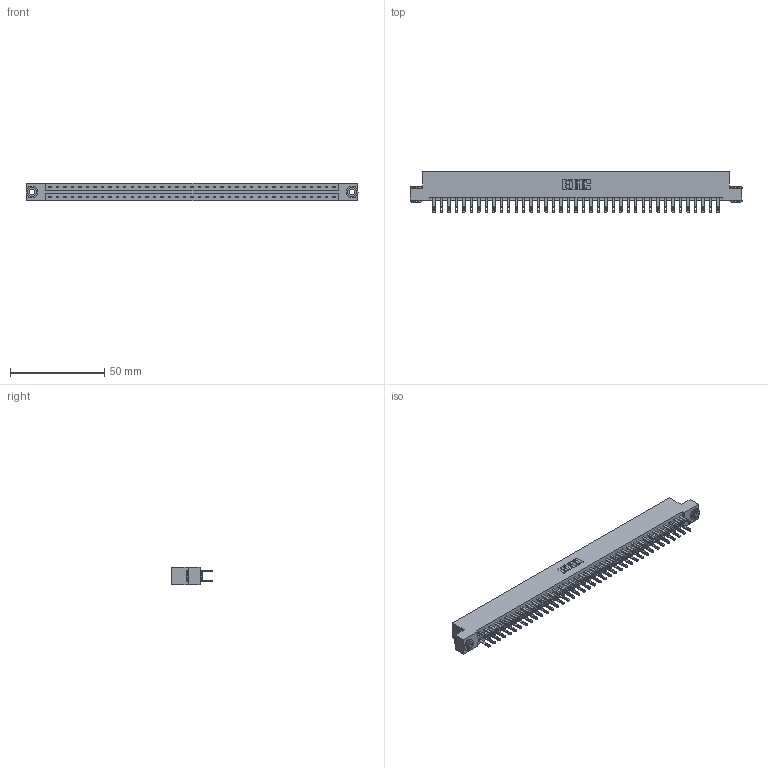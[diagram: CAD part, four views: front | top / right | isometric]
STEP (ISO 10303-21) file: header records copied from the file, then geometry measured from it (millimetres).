
FILE_DESCRIPTION (( 'STEP AP203' ), '1' );
FILE_NAME ('333-078-500-203.STEP', '2018-08-04T23:46:01', ( '' ), ( '' ), 'SwSTEP 2.0', 'SolidWorks 2016', '' );
FILE_SCHEMA (( 'CONFIG_CONTROL_DESIGN' ));
Length unit declared in the file: inch
Products named in the file (4): 333 Part_Flush - .156 Dia - TH; 345-292-001_345-293-100; 345-250-002_345-250-002-102; 333-078-500-203
Assembly tree (81 placements, depth 2):
  333-078-500-203
    333 Part_Flush - .156 Dia - TH
    345-292-001_345-293-100  x78
    345-250-002_345-250-002-102  x2
Bounding box: 176.07 x 21.85 x 9.4 mm (x, y, z)
Volume: 18205.7 mm3; surface area: 22570.7 mm2
Topology: 81 solids, 81 shells, 3896 faces, 11853 edges, 7898 vertices
Faces by surface type: plane 2420, cylinder 1468, cone 8
Entity records: 26058 total; most frequent: CARTESIAN_POINT 4297, ORIENTED_EDGE 4226, DIRECTION 3711, EDGE_CURVE 2113, LINE 1957, VECTOR 1957, VERTEX_POINT 1406, AXIS2_PLACEMENT_3D 877
